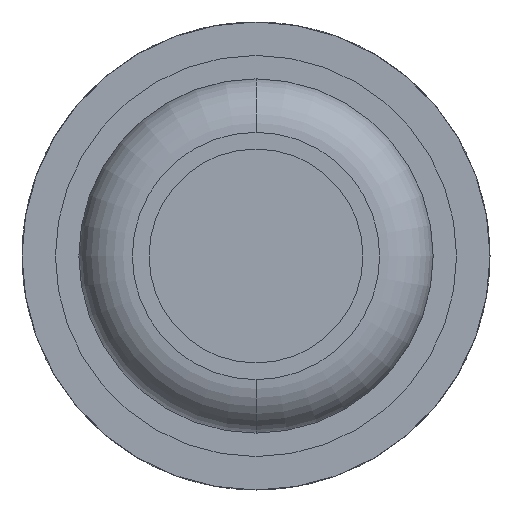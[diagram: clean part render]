
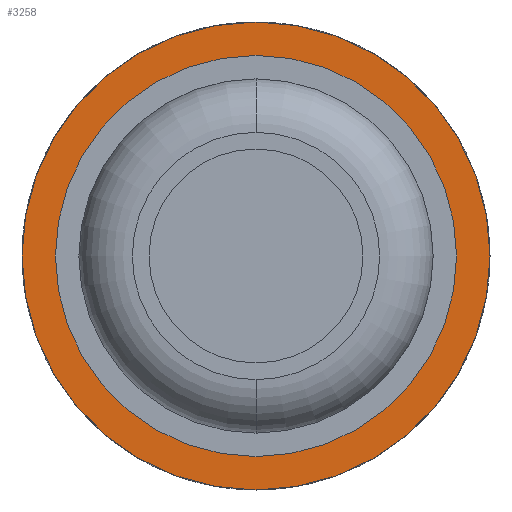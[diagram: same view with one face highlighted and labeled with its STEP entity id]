
A CAD part, front view. The second image highlights one B-rep face of the part: STEP entity #3258.
In plain terms, the highlighted planar face has unit normal (0, -1, 0).
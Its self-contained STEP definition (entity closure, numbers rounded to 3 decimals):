
#330 = CARTESIAN_POINT ( 'NONE',  ( 0., -0.8, 1.5 ) ) ;
#376 = ORIENTED_EDGE ( 'NONE', *, *, #4513, .F. ) ;
#546 = EDGE_LOOP ( 'NONE', ( #376, #3745 ) ) ;
#549 = DIRECTION ( 'NONE',  ( 0., 1., 0. ) ) ;
#729 = CARTESIAN_POINT ( 'NONE',  ( 0., -0.8, 1.75 ) ) ;
#743 = AXIS2_PLACEMENT_3D ( 'NONE', #4325, #549, #2507 ) ;
#865 = VERTEX_POINT ( 'NONE', #330 ) ;
#1017 = DIRECTION ( 'NONE',  ( 0., 0., 1. ) ) ;
#1088 = DIRECTION ( 'NONE',  ( 0., 0., 1. ) ) ;
#1252 = ORIENTED_EDGE ( 'NONE', *, *, #2658, .T. ) ;
#1315 = CARTESIAN_POINT ( 'NONE',  ( -1.75, -0.8, 0. ) ) ;
#1476 = CARTESIAN_POINT ( 'NONE',  ( 0., -0.8, -1.75 ) ) ;
#1679 = CIRCLE ( 'NONE', #4811, 1.5 ) ;
#1732 = PLANE ( 'NONE',  #4110 ) ;
#1750 = CARTESIAN_POINT ( 'NONE',  ( 0., -0.8, 0. ) ) ;
#1861 = DIRECTION ( 'NONE',  ( 0., 0., 1. ) ) ;
#2507 = DIRECTION ( 'NONE',  ( 0., 0., 1. ) ) ;
#2658 = EDGE_CURVE ( 'Defeature ausgef�hrt2_6+Defeature ausgef�hrt2_5+Defeature ausgef�hrt2_5+Defeature ausgef�hrt2_5', #865, #3585, #3660, .T. ) ;
#2834 = ORIENTED_EDGE ( 'NONE', *, *, #4914, .T. ) ;
#2888 = FACE_OUTER_BOUND ( 'NONE', #546, .T. ) ;
#2918 = DIRECTION ( 'NONE',  ( 0., 1., 0. ) ) ;
#2936 = CIRCLE ( 'NONE', #4462, 1.75 ) ;
#3240 = CIRCLE ( 'NONE', #4553, 1.75 ) ;
#3249 = CARTESIAN_POINT ( 'NONE',  ( 0., -0.8, 0. ) ) ;
#3258 = ADVANCED_FACE ( 'Defeature ausgef�hrt2_6', ( #4898, #2888 ), #1732, .T. ) ;
#3471 = CARTESIAN_POINT ( 'NONE',  ( 0., -0.8, -1.5 ) ) ;
#3585 = VERTEX_POINT ( 'NONE', #3471 ) ;
#3624 = DIRECTION ( 'NONE',  ( 0., 0., -1. ) ) ;
#3660 = CIRCLE ( 'NONE', #743, 1.5 ) ;
#3745 = ORIENTED_EDGE ( 'NONE', *, *, #4574, .F. ) ;
#3765 = DIRECTION ( 'NONE',  ( 0., 1., 0. ) ) ;
#3810 = CARTESIAN_POINT ( 'NONE',  ( 0., -0.8, 0. ) ) ;
#3844 = VERTEX_POINT ( 'NONE', #1476 ) ;
#4020 = DIRECTION ( 'NONE',  ( 0., -1., 0. ) ) ;
#4110 = AXIS2_PLACEMENT_3D ( 'NONE', #1315, #4020, #3624 ) ;
#4228 = EDGE_LOOP ( 'NONE', ( #1252, #2834 ) ) ;
#4325 = CARTESIAN_POINT ( 'NONE',  ( 0., -0.8, 0. ) ) ;
#4376 = VERTEX_POINT ( 'NONE', #729 ) ;
#4430 = DIRECTION ( 'NONE',  ( 0., 1., 0. ) ) ;
#4462 = AXIS2_PLACEMENT_3D ( 'NONE', #3810, #3765, #1861 ) ;
#4513 = EDGE_CURVE ( 'Defeature ausgef�hrt2_7+Defeature ausgef�hrt2_6+Defeature ausgef�hrt2_6+Defeature ausgef�hrt2_6', #4376, #3844, #3240, .T. ) ;
#4553 = AXIS2_PLACEMENT_3D ( 'NONE', #1750, #2918, #1088 ) ;
#4574 = EDGE_CURVE ( 'Defeature ausgef�hrt2_7+Defeature ausgef�hrt2_6+Defeature ausgef�hrt2_6+Defeature ausgef�hrt2_6', #3844, #4376, #2936, .T. ) ;
#4811 = AXIS2_PLACEMENT_3D ( 'NONE', #3249, #4430, #1017 ) ;
#4898 = FACE_BOUND ( 'NONE', #4228, .T. ) ;
#4914 = EDGE_CURVE ( 'Defeature ausgef�hrt2_6+Defeature ausgef�hrt2_5+Defeature ausgef�hrt2_5+Defeature ausgef�hrt2_5', #3585, #865, #1679, .T. ) ;
